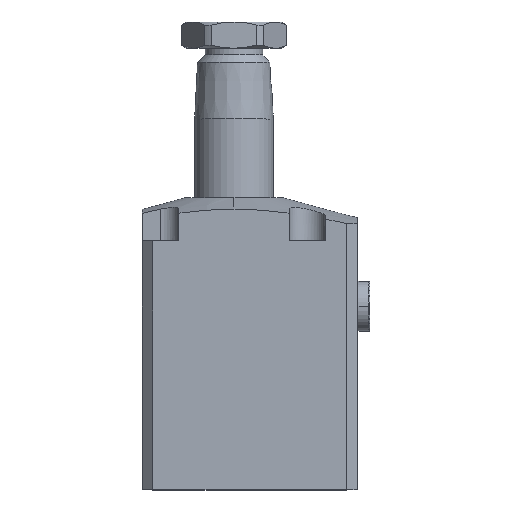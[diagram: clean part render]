
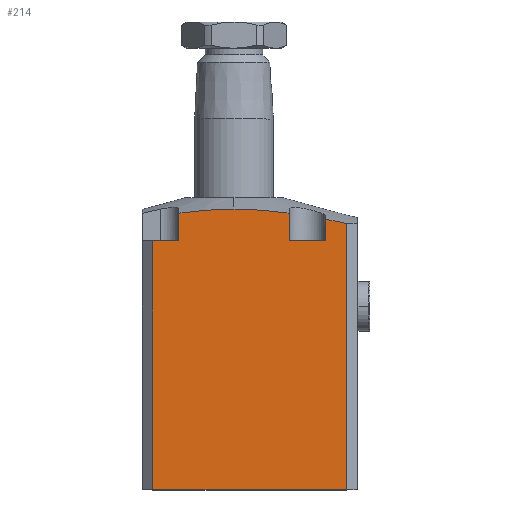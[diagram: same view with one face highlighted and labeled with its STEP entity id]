
A CAD part, top view. The second image highlights one B-rep face of the part: STEP entity #214.
In plain terms, the highlighted planar face has unit normal (0, 0, 1).
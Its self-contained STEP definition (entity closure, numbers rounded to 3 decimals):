
#214 = ADVANCED_FACE ( 'NONE', ( #2653 ), #1674, .F. ) ;
#302 = LINE ( 'NONE', #3359, #304 ) ;
#304 = VECTOR ( 'NONE', #3377, 1000. ) ;
#305 = LINE ( 'NONE', #4287, #844 ) ;
#834 = VECTOR ( 'NONE', #4235, 1000. ) ;
#836 = VECTOR ( 'NONE', #4247, 1000. ) ;
#837 = LINE ( 'NONE', #4240, #834 ) ;
#838 = VECTOR ( 'NONE', #4248, 1000. ) ;
#839 = LINE ( 'NONE', #4259, #838 ) ;
#840 = VECTOR ( 'NONE', #4266, 1000. ) ;
#842 = VECTOR ( 'NONE', #4272, 1000. ) ;
#843 = LINE ( 'NONE', #4267, #840 ) ;
#844 = VECTOR ( 'NONE', #4271, 1000. ) ;
#845 = LINE ( 'NONE', #4260, #836 ) ;
#846 = VECTOR ( 'NONE', #4294, 1000. ) ;
#847 = LINE ( 'NONE', #4291, #842 ) ;
#848 = LINE ( 'NONE', #4292, #846 ) ;
#1118 = EDGE_LOOP ( 'NONE', ( #3184, #3185, #3182, #3231, #3218, #3170, #3169, #3168, #3167, #3166, #3165 ) ) ;
#1628 = CARTESIAN_POINT ( 'NONE',  ( 21., 105.52, 35. ) ) ;
#1630 = CARTESIAN_POINT ( 'NONE',  ( 21., 95., 35. ) ) ;
#1632 = CARTESIAN_POINT ( 'NONE',  ( 35., 103.194, 35. ) ) ;
#1635 = CARTESIAN_POINT ( 'NONE',  ( -21., 95., 35. ) ) ;
#1636 = CARTESIAN_POINT ( 'NONE',  ( 43., 101.601, 35. ) ) ;
#1637 = CARTESIAN_POINT ( 'NONE',  ( 35., 95., 35. ) ) ;
#1639 = CARTESIAN_POINT ( 'NONE',  ( 43., 0., 35. ) ) ;
#1644 = CARTESIAN_POINT ( 'NONE',  ( -31., 0., 35. ) ) ;
#1651 = DIRECTION ( 'NONE',  ( -1., 0., 0. ) ) ;
#1652 = CARTESIAN_POINT ( 'NONE',  ( -21., 105.52, 35. ) ) ;
#1655 = DIRECTION ( 'NONE',  ( 0., 0., -1. ) ) ;
#1656 = CARTESIAN_POINT ( 'NONE',  ( 0., 107.079, 35. ) ) ;
#1658 = CARTESIAN_POINT ( 'NONE',  ( -31., 95., 35. ) ) ;
#1674 = PLANE ( 'NONE',  #4699 ) ;
#1682 = CARTESIAN_POINT ( 'NONE',  ( -35., 111.5, 35. ) ) ;
#2653 = FACE_OUTER_BOUND ( 'NONE', #1118, .T. ) ;
#2972 = VERTEX_POINT ( 'NONE', #1658 ) ;
#2974 = VERTEX_POINT ( 'NONE', #1656 ) ;
#2977 = VERTEX_POINT ( 'NONE', #1652 ) ;
#2984 = VERTEX_POINT ( 'NONE', #1644 ) ;
#2987 = VERTEX_POINT ( 'NONE', #1639 ) ;
#2989 = VERTEX_POINT ( 'NONE', #1637 ) ;
#2990 = VERTEX_POINT ( 'NONE', #1636 ) ;
#2991 = VERTEX_POINT ( 'NONE', #1635 ) ;
#2994 = VERTEX_POINT ( 'NONE', #1632 ) ;
#2996 = VERTEX_POINT ( 'NONE', #1630 ) ;
#2997 = VERTEX_POINT ( 'NONE', #1628 ) ;
#3165 = ORIENTED_EDGE ( 'NONE', *, *, #4870, .T. ) ;
#3166 = ORIENTED_EDGE ( 'NONE', *, *, #4901, .T. ) ;
#3167 = ORIENTED_EDGE ( 'NONE', *, *, #4900, .T. ) ;
#3168 = ORIENTED_EDGE ( 'NONE', *, *, #4899, .T. ) ;
#3169 = ORIENTED_EDGE ( 'NONE', *, *, #4898, .F. ) ;
#3170 = ORIENTED_EDGE ( 'NONE', *, *, #4897, .T. ) ;
#3182 = ORIENTED_EDGE ( 'NONE', *, *, #4895, .T. ) ;
#3184 = ORIENTED_EDGE ( 'NONE', *, *, #4893, .F. ) ;
#3185 = ORIENTED_EDGE ( 'NONE', *, *, #4894, .F. ) ;
#3218 = ORIENTED_EDGE ( 'NONE', *, *, #4896, .T. ) ;
#3231 = ORIENTED_EDGE ( 'NONE', *, *, #4878, .T. ) ;
#3359 = CARTESIAN_POINT ( 'NONE',  ( -35., 0., 35. ) ) ;
#3373 = CARTESIAN_POINT ( 'NONE',  ( -21., 105.52, 35. ) ) ;
#3375 = CARTESIAN_POINT ( 'NONE',  ( -17.52, 106., 35. ) ) ;
#3376 = CARTESIAN_POINT ( 'NONE',  ( -14.032, 106.393, 35. ) ) ;
#3377 = DIRECTION ( 'NONE',  ( 1., 0., 0. ) ) ;
#3378 = CARTESIAN_POINT ( 'NONE',  ( -8.782, 106.799, 35. ) ) ;
#3380 = CARTESIAN_POINT ( 'NONE',  ( -7.029, 106.903, 35. ) ) ;
#3381 = CARTESIAN_POINT ( 'NONE',  ( -3.516, 107.043, 35. ) ) ;
#3389 = CARTESIAN_POINT ( 'NONE',  ( 0., 107.079, 35. ) ) ;
#3390 = CARTESIAN_POINT ( 'NONE',  ( -1.753, 107.079, 35. ) ) ;
#4223 = CARTESIAN_POINT ( 'NONE',  ( 3.557, 107.079, 35. ) ) ;
#4224 = CARTESIAN_POINT ( 'NONE',  ( 0., 107.079, 35. ) ) ;
#4227 = CARTESIAN_POINT ( 'NONE',  ( 14.077, 106.389, 35. ) ) ;
#4228 = CARTESIAN_POINT ( 'NONE',  ( 7.082, 106.931, 35. ) ) ;
#4235 = DIRECTION ( 'NONE',  ( 0., 1., 0. ) ) ;
#4240 = CARTESIAN_POINT ( 'NONE',  ( 21., 95., 35. ) ) ;
#4247 = DIRECTION ( 'NONE',  ( -1., 0., 0. ) ) ;
#4248 = DIRECTION ( 'NONE',  ( 0., 1., 0. ) ) ;
#4252 = CARTESIAN_POINT ( 'NONE',  ( 21., 105.52, 35. ) ) ;
#4254 = CARTESIAN_POINT ( 'NONE',  ( 35., 103.194, 35. ) ) ;
#4255 = CARTESIAN_POINT ( 'NONE',  ( 37.672, 102.688, 35. ) ) ;
#4259 = CARTESIAN_POINT ( 'NONE',  ( 35., 95., 35. ) ) ;
#4260 = CARTESIAN_POINT ( 'NONE',  ( 35., 95., 35. ) ) ;
#4265 = CARTESIAN_POINT ( 'NONE',  ( 17.548, 105.996, 35. ) ) ;
#4266 = DIRECTION ( 'NONE',  ( 0., 1., 0. ) ) ;
#4267 = CARTESIAN_POINT ( 'NONE',  ( 43., 111.5, 35. ) ) ;
#4271 = DIRECTION ( 'NONE',  ( 1., 0., 0. ) ) ;
#4272 = DIRECTION ( 'NONE',  ( 0., -1., 0. ) ) ;
#4274 = CARTESIAN_POINT ( 'NONE',  ( 43., 101.601, 35. ) ) ;
#4278 = CARTESIAN_POINT ( 'NONE',  ( 40.338, 102.154, 35. ) ) ;
#4287 = CARTESIAN_POINT ( 'NONE',  ( -21., 95., 35. ) ) ;
#4291 = CARTESIAN_POINT ( 'NONE',  ( -31., 111.5, 35. ) ) ;
#4292 = CARTESIAN_POINT ( 'NONE',  ( -21., 75.201, 35. ) ) ;
#4294 = DIRECTION ( 'NONE',  ( 0., 1., 0. ) ) ;
#4494 = B_SPLINE_CURVE_WITH_KNOTS ( 'NONE', 3,
 ( #4274, #4278, #4255, #4254 ),
 .UNSPECIFIED., .F., .F.,
 ( 4, 4 ),
 ( 0.155, 0.163 ),
 .UNSPECIFIED. ) ;
#4524 = B_SPLINE_CURVE_WITH_KNOTS ( 'NONE', 3,
 ( #4252, #4265, #4227, #4228, #4223, #4224 ),
 .UNSPECIFIED., .F., .F.,
 ( 4, 2, 4 ),
 ( 0.177, 0.187, 0.198 ),
 .UNSPECIFIED. ) ;
#4530 = B_SPLINE_CURVE_WITH_KNOTS ( 'NONE', 3,
 ( #3389, #3390, #3381, #3380, #3378, #3376, #3375, #3373 ),
 .UNSPECIFIED., .F., .F.,
 ( 4, 2, 2, 4 ),
 ( 0.198, 0.203, 0.208, 0.218 ),
 .UNSPECIFIED. ) ;
#4699 = AXIS2_PLACEMENT_3D ( 'NONE', #1682, #1655, #1651 ) ;
#4870 = EDGE_CURVE ( 'NONE', #2974, #2977, #4530, .T. ) ;
#4878 = EDGE_CURVE ( 'NONE', #2984, #2987, #302, .T. ) ;
#4893 = EDGE_CURVE ( 'NONE', #2991, #2977, #848, .T. ) ;
#4894 = EDGE_CURVE ( 'NONE', #2972, #2991, #305, .T. ) ;
#4895 = EDGE_CURVE ( 'NONE', #2972, #2984, #847, .T. ) ;
#4896 = EDGE_CURVE ( 'NONE', #2987, #2990, #843, .T. ) ;
#4897 = EDGE_CURVE ( 'NONE', #2990, #2994, #4494, .T. ) ;
#4898 = EDGE_CURVE ( 'NONE', #2989, #2994, #839, .T. ) ;
#4899 = EDGE_CURVE ( 'NONE', #2989, #2996, #845, .T. ) ;
#4900 = EDGE_CURVE ( 'NONE', #2996, #2997, #837, .T. ) ;
#4901 = EDGE_CURVE ( 'NONE', #2997, #2974, #4524, .T. ) ;
